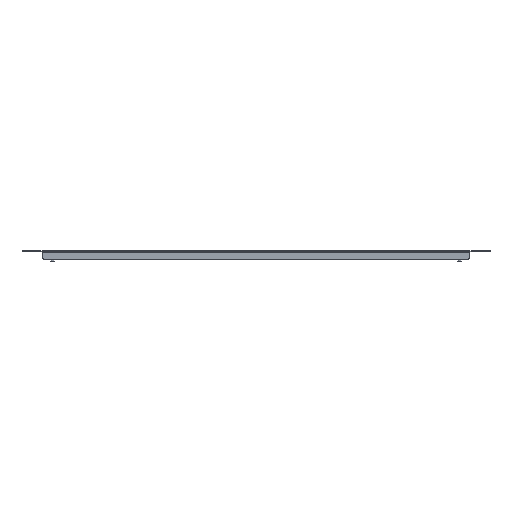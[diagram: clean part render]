
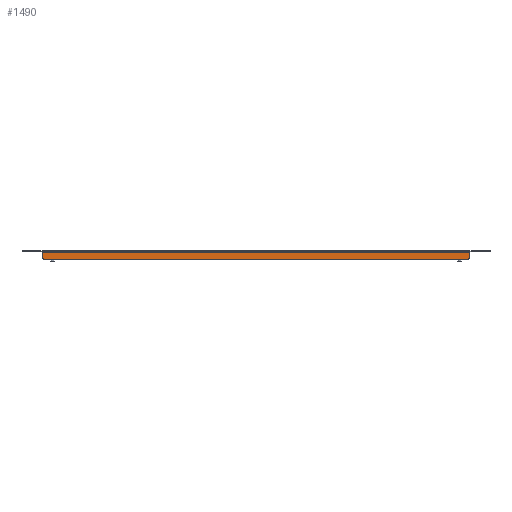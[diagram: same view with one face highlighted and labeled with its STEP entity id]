
A CAD part, front view. The second image highlights one B-rep face of the part: STEP entity #1490.
In plain terms, the highlighted planar face has unit normal (0, -1, 0).
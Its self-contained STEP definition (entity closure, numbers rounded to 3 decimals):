
#10 = VERTEX_POINT ( 'NONE', #504 ) ;
#45 = CIRCLE ( 'NONE', #1198, 5. ) ;
#161 = ORIENTED_EDGE ( 'NONE', *, *, #3240, .T. ) ;
#178 = VERTEX_POINT ( 'NONE', #935 ) ;
#186 = DIRECTION ( 'NONE',  ( 0., 1., 0. ) ) ;
#187 = EDGE_CURVE ( 'NONE', #2659, #10, #496, .T. ) ;
#232 = EDGE_CURVE ( 'NONE', #2341, #1410, #3315, .T. ) ;
#236 = CARTESIAN_POINT ( 'NONE',  ( -346.357, -535., -10. ) ) ;
#319 = ORIENTED_EDGE ( 'NONE', *, *, #1166, .F. ) ;
#395 = CARTESIAN_POINT ( 'NONE',  ( -351.357, -535., -15. ) ) ;
#398 = CARTESIAN_POINT ( 'NONE',  ( 385., -535., -15. ) ) ;
#491 = AXIS2_PLACEMENT_3D ( 'NONE', #236, #2860, #972 ) ;
#496 = LINE ( 'NONE', #2582, #1916 ) ;
#504 = CARTESIAN_POINT ( 'NONE',  ( 351.357, -535., -3. ) ) ;
#586 = VERTEX_POINT ( 'NONE', #1590 ) ;
#596 = DIRECTION ( 'NONE',  ( -1., 0., 0. ) ) ;
#641 = ORIENTED_EDGE ( 'NONE', *, *, #232, .F. ) ;
#653 = LINE ( 'NONE', #395, #1747 ) ;
#679 = CARTESIAN_POINT ( 'NONE',  ( 0., -535., 0. ) ) ;
#708 = EDGE_LOOP ( 'NONE', ( #319, #2631, #641, #161, #1960, #1929 ) ) ;
#718 = FACE_OUTER_BOUND ( 'NONE', #708, .T. ) ;
#935 = CARTESIAN_POINT ( 'NONE',  ( -351.357, -535., -10. ) ) ;
#972 = DIRECTION ( 'NONE',  ( -1., 0., 0. ) ) ;
#1031 = DIRECTION ( 'NONE',  ( 0., 0., 1. ) ) ;
#1154 = AXIS2_PLACEMENT_3D ( 'NONE', #679, #186, #2577 ) ;
#1166 = EDGE_CURVE ( 'NONE', #178, #586, #653, .T. ) ;
#1198 = AXIS2_PLACEMENT_3D ( 'NONE', #1670, #1972, #596 ) ;
#1258 = VECTOR ( 'NONE', #2989, 1000. ) ;
#1410 = VERTEX_POINT ( 'NONE', #2864 ) ;
#1451 = DIRECTION ( 'NONE',  ( 0., 0., 1. ) ) ;
#1490 = ADVANCED_FACE ( 'NONE', ( #718 ), #1790, .F. ) ;
#1590 = CARTESIAN_POINT ( 'NONE',  ( -351.357, -535., -3. ) ) ;
#1670 = CARTESIAN_POINT ( 'NONE',  ( 346.357, -535., -10. ) ) ;
#1747 = VECTOR ( 'NONE', #1451, 1000. ) ;
#1788 = EDGE_CURVE ( 'NONE', #178, #1410, #1988, .T. ) ;
#1790 = PLANE ( 'NONE',  #1154 ) ;
#1815 = DIRECTION ( 'NONE',  ( -1., 0., 0. ) ) ;
#1916 = VECTOR ( 'NONE', #1031, 1000. ) ;
#1929 = ORIENTED_EDGE ( 'NONE', *, *, #2887, .F. ) ;
#1960 = ORIENTED_EDGE ( 'NONE', *, *, #187, .T. ) ;
#1972 = DIRECTION ( 'NONE',  ( 0., -1., 0. ) ) ;
#1988 = CIRCLE ( 'NONE', #491, 5. ) ;
#2292 = CARTESIAN_POINT ( 'NONE',  ( 351.357, -535., -10. ) ) ;
#2341 = VERTEX_POINT ( 'NONE', #3347 ) ;
#2362 = VECTOR ( 'NONE', #1815, 1000. ) ;
#2577 = DIRECTION ( 'NONE',  ( -1., 0., 0. ) ) ;
#2582 = CARTESIAN_POINT ( 'NONE',  ( 351.357, -535., -15. ) ) ;
#2631 = ORIENTED_EDGE ( 'NONE', *, *, #1788, .T. ) ;
#2659 = VERTEX_POINT ( 'NONE', #2292 ) ;
#2784 = CARTESIAN_POINT ( 'NONE',  ( 385., -535., -3. ) ) ;
#2860 = DIRECTION ( 'NONE',  ( 0., -1., 0. ) ) ;
#2864 = CARTESIAN_POINT ( 'NONE',  ( -346.357, -535., -15. ) ) ;
#2887 = EDGE_CURVE ( 'NONE', #586, #10, #3025, .T. ) ;
#2989 = DIRECTION ( 'NONE',  ( 1., 0., 0. ) ) ;
#3025 = LINE ( 'NONE', #2784, #1258 ) ;
#3240 = EDGE_CURVE ( 'NONE', #2341, #2659, #45, .T. ) ;
#3315 = LINE ( 'NONE', #398, #2362 ) ;
#3347 = CARTESIAN_POINT ( 'NONE',  ( 346.357, -535., -15. ) ) ;
